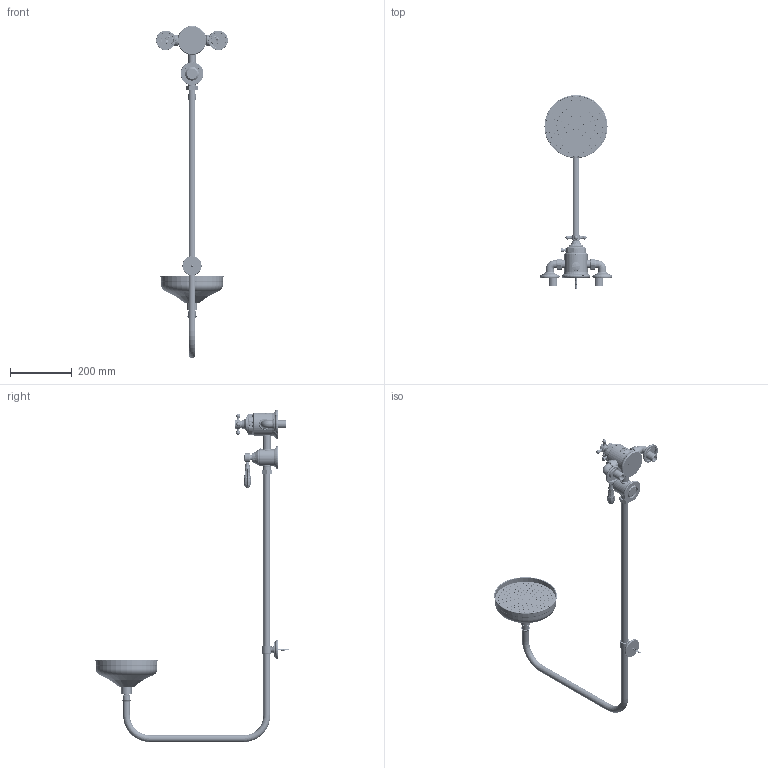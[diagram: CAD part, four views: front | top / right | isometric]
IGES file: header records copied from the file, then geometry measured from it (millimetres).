
Global section: file name: No Iges File Name specified; native system: Autodesk Inventor 2010; preprocessor: AutoDesk Inventor Iges Exporter R2010; author: adaniels; date: 20100528.141045; units: millimetre
Bounding box: 232.49 x 627.49 x 1074.2 mm (x, y, z)
Volume: 2260950.9 mm3; surface area: 642669.8 mm2
Topology: 96 solids, 96 shells, 4888 faces, 12458 edges, 8096 vertices
Faces by surface type: plane 1900, revolution 1175, cylinder 645, cone 488, bspline 373, torus 240, sphere 67
Full cylindrical faces by diameter (mm): 27.762 x3
